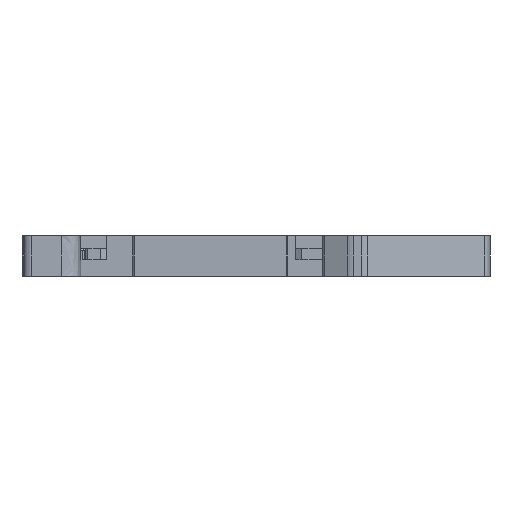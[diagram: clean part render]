
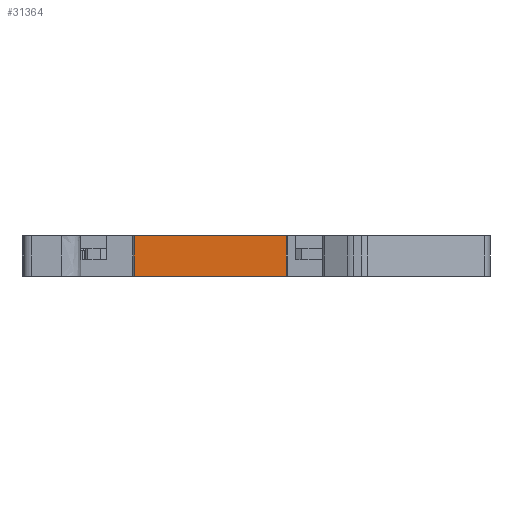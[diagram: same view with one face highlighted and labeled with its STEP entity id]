
A CAD part, front view. The second image highlights one B-rep face of the part: STEP entity #31364.
In plain terms, the highlighted planar face has unit normal (0, -1, 0).
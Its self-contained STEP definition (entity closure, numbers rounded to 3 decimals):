
#3300=DIRECTION('',(1.,0.,0.));
#3301=VECTOR('',#3300,19.6);
#3302=CARTESIAN_POINT('',(-4.811,0.,2.6));
#3303=LINE('',#3302,#3301);
#5895=DIRECTION('',(1.,0.,0.));
#5896=VECTOR('',#5895,19.6);
#5897=CARTESIAN_POINT('',(-4.811,0.,-2.6));
#5898=LINE('',#5897,#5896);
#8556=DIRECTION('',(0.,0.,1.));
#8557=VECTOR('',#8556,5.2);
#8558=CARTESIAN_POINT('',(14.789,0.,-2.6));
#8559=LINE('',#8558,#8557);
#8560=DIRECTION('',(0.,0.,1.));
#8561=VECTOR('',#8560,5.2);
#8562=CARTESIAN_POINT('',(-4.811,0.,-2.6));
#8563=LINE('',#8562,#8561);
#10850=CARTESIAN_POINT('',(-4.811,0.,-2.6));
#10851=VERTEX_POINT('',#10850);
#10852=CARTESIAN_POINT('',(14.789,0.,-2.6));
#10853=VERTEX_POINT('',#10852);
#11151=CARTESIAN_POINT('',(-4.811,0.,2.6));
#11153=VERTEX_POINT('',#11151);
#11154=CARTESIAN_POINT('',(14.789,0.,2.6));
#11155=VERTEX_POINT('',#11154);
#31352=CARTESIAN_POINT('',(-4.811,0.,-2.6));
#31353=DIRECTION('',(0.,-1.,0.));
#31354=DIRECTION('',(1.,0.,0.));
#31355=AXIS2_PLACEMENT_3D('',#31352,#31353,#31354);
#31356=PLANE('',#31355);
#31357=ORIENTED_EDGE('',*,*,#24158,.F.);
#31359=ORIENTED_EDGE('',*,*,#31358,.T.);
#31360=ORIENTED_EDGE('',*,*,#20453,.T.);
#31361=ORIENTED_EDGE('',*,*,#31333,.F.);
#31362=EDGE_LOOP('',(#31357,#31359,#31360,#31361));
#31363=FACE_OUTER_BOUND('',#31362,.F.);
#31364=ADVANCED_FACE('',(#31363),#31356,.T.);
#20453=EDGE_CURVE('',#11153,#11155,#3303,.T.);
#24158=EDGE_CURVE('',#10851,#10853,#5898,.T.);
#31333=EDGE_CURVE('',#10853,#11155,#8559,.T.);
#31358=EDGE_CURVE('',#10851,#11153,#8563,.T.);
